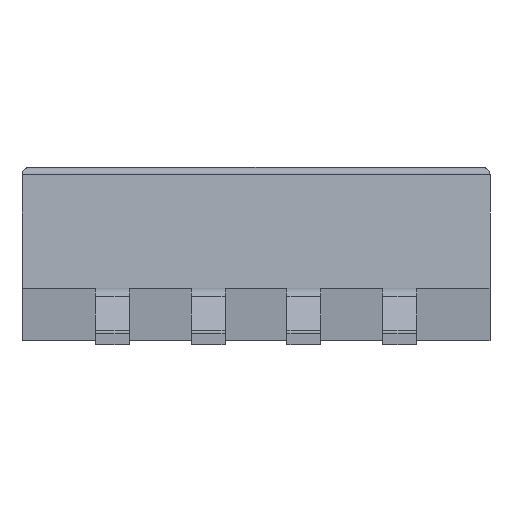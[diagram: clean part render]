
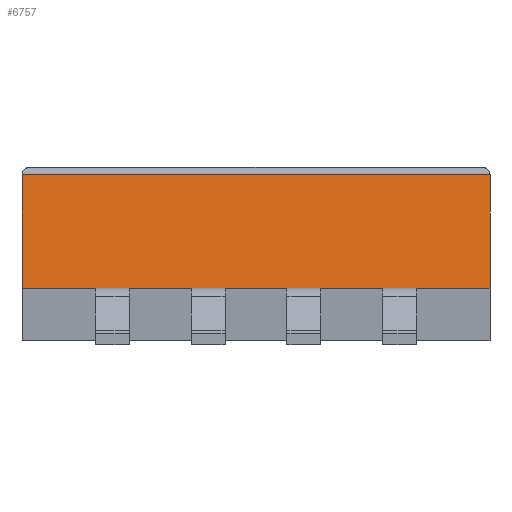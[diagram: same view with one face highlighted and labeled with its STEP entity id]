
A CAD part, front view. The second image highlights one B-rep face of the part: STEP entity #6757.
In plain terms, the highlighted planar face has unit normal (0, -0.996, 0.093).
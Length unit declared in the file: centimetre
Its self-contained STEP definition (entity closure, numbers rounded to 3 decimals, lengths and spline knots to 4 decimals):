
#9 = CARTESIAN_POINT ( 'NONE',  ( 0.3105, -0.2959, 0.225 ) ) ;
#21 = LINE ( 'NONE', #5209, #8128 ) ;
#56 = VECTOR ( 'NONE', #5074, 100. ) ;
#149 = DIRECTION ( 'NONE',  ( -1., 0., 0. ) ) ;
#444 = CARTESIAN_POINT ( 'NONE',  ( 0., -0.31, 0.075 ) ) ;
#657 = ORIENTED_EDGE ( 'NONE', *, *, #8308, .T. ) ;
#674 = ORIENTED_EDGE ( 'NONE', *, *, #1541, .T. ) ;
#972 = CARTESIAN_POINT ( 'NONE',  ( -0.3105, -0.31, 0.075 ) ) ;
#990 =( BOUNDED_CURVE ( )  B_SPLINE_CURVE ( 3, ( #9, #8302, #2580, #1996 ),
 .UNSPECIFIED., .F., .T. ) 
 B_SPLINE_CURVE_WITH_KNOTS ( ( 4, 4 ),
 ( 1.5708, 1.6643 ),
 .UNSPECIFIED. ) 
 CURVE ( )  GEOMETRIC_REPRESENTATION_ITEM ( )  RATIONAL_B_SPLINE_CURVE ( ( 1., 0.999, 0.999, 1. ) ) 
 REPRESENTATION_ITEM ( '' )  );
#1064 = VERTEX_POINT ( 'NONE', #5126 ) ;
#1204 = CARTESIAN_POINT ( 'NONE',  ( 0.3105, -0.31, 0.075 ) ) ;
#1419 = CARTESIAN_POINT ( 'NONE',  ( -0.3105, -0.3025, 0.155 ) ) ;
#1469 = CARTESIAN_POINT ( 'NONE',  ( -0.3105, -0.2959, 0.225 ) ) ;
#1519 = CARTESIAN_POINT ( 'NONE',  ( 0.3105, -0.2959, 0.225 ) ) ;
#1541 = EDGE_CURVE ( 'NONE', #5116, #1064, #990, .T. ) ;
#1564 = EDGE_LOOP ( 'NONE', ( #5574, #1860, #674, #5738, #657, #2150 ) ) ;
#1710 = VERTEX_POINT ( 'NONE', #972 ) ;
#1809 = CARTESIAN_POINT ( 'NONE',  ( -0.3105, -0.2958, 0.2259 ) ) ;
#1849 =( BOUNDED_CURVE ( )  B_SPLINE_CURVE ( 3, ( #7810, #4435, #5796, #3765 ),
 .UNSPECIFIED., .F., .F. ) 
 B_SPLINE_CURVE_WITH_KNOTS ( ( 4, 4 ),
 ( 1.4773, 1.5708 ),
 .UNSPECIFIED. ) 
 CURVE ( )  GEOMETRIC_REPRESENTATION_ITEM ( )  RATIONAL_B_SPLINE_CURVE ( ( 1., 0.999, 0.999, 1. ) ) 
 REPRESENTATION_ITEM ( '' )  );
#1860 = ORIENTED_EDGE ( 'NONE', *, *, #2003, .T. ) ;
#1996 = CARTESIAN_POINT ( 'NONE',  ( 0.3105, -0.2958, 0.2259 ) ) ;
#2003 = EDGE_CURVE ( 'NONE', #7275, #5116, #21, .T. ) ;
#2150 = ORIENTED_EDGE ( 'NONE', *, *, #7380, .T. ) ;
#2219 = DIRECTION ( 'NONE',  ( 0., -0.093, -0.996 ) ) ;
#2580 = CARTESIAN_POINT ( 'NONE',  ( 0.3105, -0.2959, 0.2256 ) ) ;
#2584 = VERTEX_POINT ( 'NONE', #1809 ) ;
#3765 = CARTESIAN_POINT ( 'NONE',  ( -0.3105, -0.2959, 0.225 ) ) ;
#3796 = EDGE_CURVE ( 'NONE', #1710, #7275, #5703, .T. ) ;
#4002 = VECTOR ( 'NONE', #149, 100. ) ;
#4147 = CARTESIAN_POINT ( 'NONE',  ( 0., -0.2958, 0.2259 ) ) ;
#4272 = CARTESIAN_POINT ( 'NONE',  ( 0., -0.3025, 0.155 ) ) ;
#4435 = CARTESIAN_POINT ( 'NONE',  ( -0.3105, -0.2959, 0.2256 ) ) ;
#5074 = DIRECTION ( 'NONE',  ( 1., 0., 0. ) ) ;
#5075 = VECTOR ( 'NONE', #5340, 100. ) ;
#5116 = VERTEX_POINT ( 'NONE', #1519 ) ;
#5126 = CARTESIAN_POINT ( 'NONE',  ( 0.3105, -0.2958, 0.2259 ) ) ;
#5209 = CARTESIAN_POINT ( 'NONE',  ( 0.3105, -0.3025, 0.155 ) ) ;
#5340 = DIRECTION ( 'NONE',  ( 0., -0.093, -0.996 ) ) ;
#5574 = ORIENTED_EDGE ( 'NONE', *, *, #3796, .T. ) ;
#5703 = LINE ( 'NONE', #444, #56 ) ;
#5738 = ORIENTED_EDGE ( 'NONE', *, *, #6137, .T. ) ;
#5796 = CARTESIAN_POINT ( 'NONE',  ( -0.3105, -0.2959, 0.2253 ) ) ;
#5797 = DIRECTION ( 'NONE',  ( 0., 0.093, 0.996 ) ) ;
#5929 = LINE ( 'NONE', #1419, #5075 ) ;
#6137 = EDGE_CURVE ( 'NONE', #1064, #2584, #7900, .T. ) ;
#6757 = ADVANCED_FACE ( 'NONE', ( #8101 ), #7517, .T. ) ;
#6862 = DIRECTION ( 'NONE',  ( 0., -0.996, 0.093 ) ) ;
#7083 = VERTEX_POINT ( 'NONE', #1469 ) ;
#7275 = VERTEX_POINT ( 'NONE', #1204 ) ;
#7380 = EDGE_CURVE ( 'NONE', #7083, #1710, #5929, .T. ) ;
#7502 = AXIS2_PLACEMENT_3D ( 'NONE', #4272, #6862, #2219 ) ;
#7517 = PLANE ( 'NONE',  #7502 ) ;
#7810 = CARTESIAN_POINT ( 'NONE',  ( -0.3105, -0.2958, 0.2259 ) ) ;
#7900 = LINE ( 'NONE', #4147, #4002 ) ;
#8101 = FACE_OUTER_BOUND ( 'NONE', #1564, .T. ) ;
#8128 = VECTOR ( 'NONE', #5797, 100. ) ;
#8302 = CARTESIAN_POINT ( 'NONE',  ( 0.3105, -0.2959, 0.2253 ) ) ;
#8308 = EDGE_CURVE ( 'NONE', #2584, #7083, #1849, .T. ) ;
